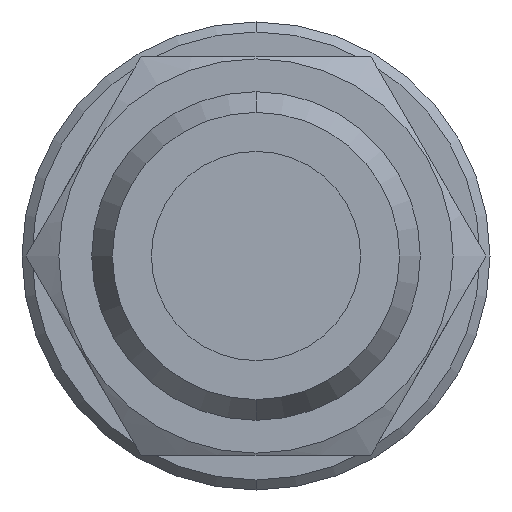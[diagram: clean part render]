
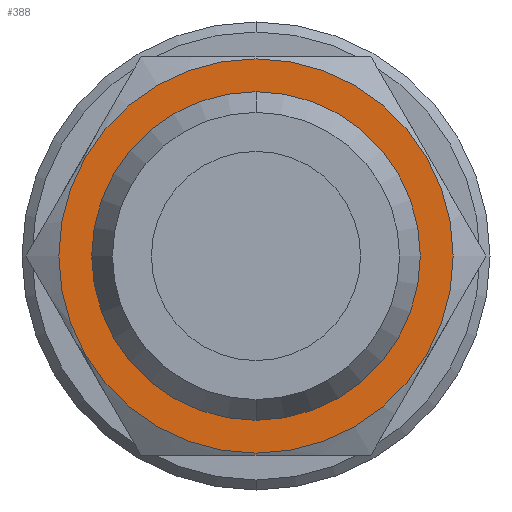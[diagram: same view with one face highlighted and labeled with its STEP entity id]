
A CAD part, front view. The second image highlights one B-rep face of the part: STEP entity #388.
In plain terms, the highlighted planar face has unit normal (0, -1, 0).
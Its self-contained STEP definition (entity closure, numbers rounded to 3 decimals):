
#30 = VERTEX_POINT ( 'NONE', #699 ) ;
#31 = VERTEX_POINT ( 'NONE', #698 ) ;
#93 = EDGE_CURVE ( 'NONE', #30, #31, #833, .T. ) ;
#94 = VERTEX_POINT ( 'NONE', #805 ) ;
#111 = VERTEX_POINT ( 'NONE', #916 ) ;
#112 = EDGE_CURVE ( 'NONE', #94, #111, #928, .T. ) ;
#386 = ORIENTED_EDGE ( 'NONE', *, *, #112, .F. ) ;
#388 = ADVANCED_FACE ( 'NONE', ( #1418, #1417 ), #1416, .T. ) ;
#389 = EDGE_LOOP ( 'NONE', ( #390, #519 ) ) ;
#390 = ORIENTED_EDGE ( 'NONE', *, *, #493, .T. ) ;
#459 = EDGE_LOOP ( 'NONE', ( #386, #460 ) ) ;
#460 = ORIENTED_EDGE ( 'NONE', *, *, #464, .F. ) ;
#464 = EDGE_CURVE ( 'NONE', #111, #94, #1635, .T. ) ;
#493 = EDGE_CURVE ( 'NONE', #31, #30, #1662, .T. ) ;
#519 = ORIENTED_EDGE ( 'NONE', *, *, #93, .T. ) ;
#698 = CARTESIAN_POINT ( 'NONE',  ( 0., -15.5, 9.9 ) ) ;
#699 = CARTESIAN_POINT ( 'NONE',  ( 0., -15.5, -9.9 ) ) ;
#805 = CARTESIAN_POINT ( 'NONE',  ( 0., -15.5, -8.25 ) ) ;
#806 = DIRECTION ( 'NONE',  ( 0., 0., -1. ) ) ;
#807 = DIRECTION ( 'NONE',  ( 0., -1., 0. ) ) ;
#833 = CIRCLE ( 'NONE', #854, 9.9 ) ;
#853 = CARTESIAN_POINT ( 'NONE',  ( 0., -15.5, 0. ) ) ;
#854 = AXIS2_PLACEMENT_3D ( 'NONE', #853, #807, #806 ) ;
#916 = CARTESIAN_POINT ( 'NONE',  ( 0., -15.5, 8.25 ) ) ;
#920 = DIRECTION ( 'NONE',  ( 0., 0., -1. ) ) ;
#921 = DIRECTION ( 'NONE',  ( 0., -1., 0. ) ) ;
#927 = AXIS2_PLACEMENT_3D ( 'NONE', #937, #921, #920 ) ;
#928 = CIRCLE ( 'NONE', #927, 8.25 ) ;
#937 = CARTESIAN_POINT ( 'NONE',  ( 0., -15.5, 0. ) ) ;
#1415 = AXIS2_PLACEMENT_3D ( 'NONE', #1501, #1500, #1499 ) ;
#1416 = PLANE ( 'NONE',  #1415 ) ;
#1417 = FACE_BOUND ( 'NONE', #459, .T. ) ;
#1418 = FACE_OUTER_BOUND ( 'NONE', #389, .T. ) ;
#1499 = DIRECTION ( 'NONE',  ( 0., 0., -1. ) ) ;
#1500 = DIRECTION ( 'NONE',  ( 0., -1., 0. ) ) ;
#1501 = CARTESIAN_POINT ( 'NONE',  ( 9.9, -15.5, 0. ) ) ;
#1563 = CARTESIAN_POINT ( 'NONE',  ( 0., -15.5, 0. ) ) ;
#1603 = DIRECTION ( 'NONE',  ( 0., 0., -1. ) ) ;
#1633 = DIRECTION ( 'NONE',  ( 0., -1., 0. ) ) ;
#1634 = AXIS2_PLACEMENT_3D ( 'NONE', #1563, #1633, #1603 ) ;
#1635 = CIRCLE ( 'NONE', #1634, 8.25 ) ;
#1660 = CARTESIAN_POINT ( 'NONE',  ( 0., -15.5, 0. ) ) ;
#1661 = AXIS2_PLACEMENT_3D ( 'NONE', #1660, #1713, #1712 ) ;
#1662 = CIRCLE ( 'NONE', #1661, 9.9 ) ;
#1712 = DIRECTION ( 'NONE',  ( 0., 0., -1. ) ) ;
#1713 = DIRECTION ( 'NONE',  ( 0., -1., 0. ) ) ;
